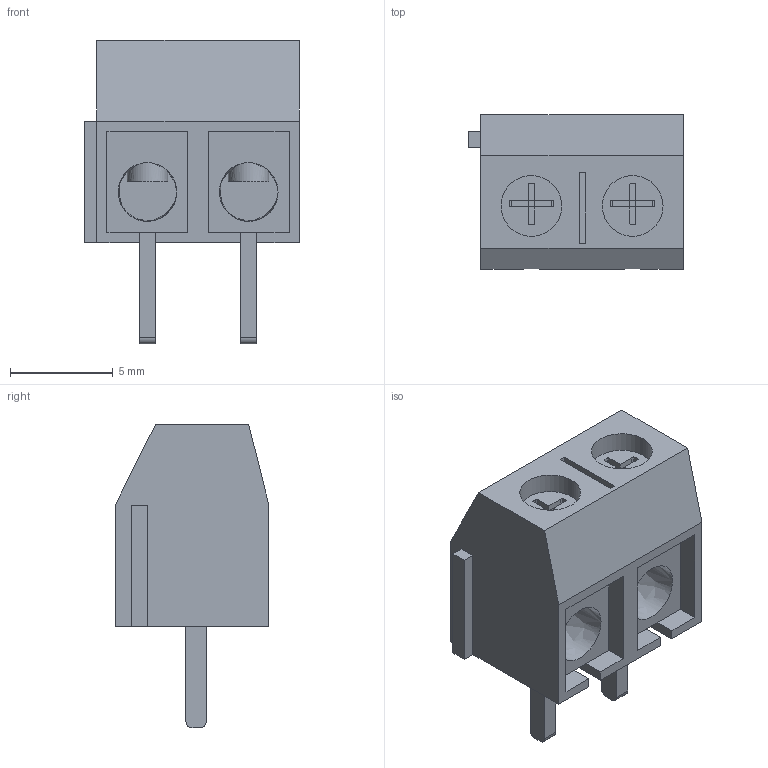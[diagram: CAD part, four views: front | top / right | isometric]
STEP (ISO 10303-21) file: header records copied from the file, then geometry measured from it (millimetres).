
FILE_DESCRIPTION(('FreeCAD Model'),'2;1');
FILE_NAME('Open CASCADE Shape Model','2025-04-17T14:06:17',('FreeCAD'),( 'FreeCAD'),'Open CASCADE STEP processor 7.6','FreeCAD','Unknown');
FILE_SCHEMA(('AUTOMOTIVE_DESIGN { 1 0 10303 214 1 1 1 1 }'));
Length unit declared in the file: millimetre
Products named in the file (1): Open CASCADE STEP translator 7.6 1
Bounding box: 10.44 x 7.49 x 14.78 mm (x, y, z)
Volume: 568.1 mm3; surface area: 1189.6 mm2
Topology: 7 solids, 7 shells, 162 faces, 377 edges, 240 vertices
Faces by surface type: bspline 162
Entity records: 4464 total; most frequent: CARTESIAN_POINT 2105, ORIENTED_EDGE 754, EDGE_CURVE 377, B_SPLINE_CURVE_WITH_KNOTS 319, VERTEX_POINT 240, FACE_BOUND 173, EDGE_LOOP 173, ADVANCED_FACE 162
